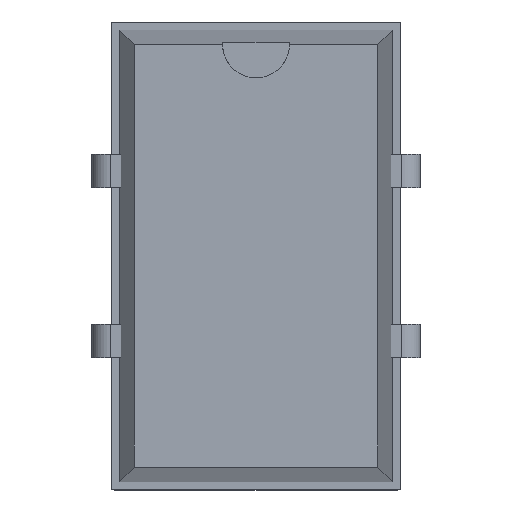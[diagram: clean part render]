
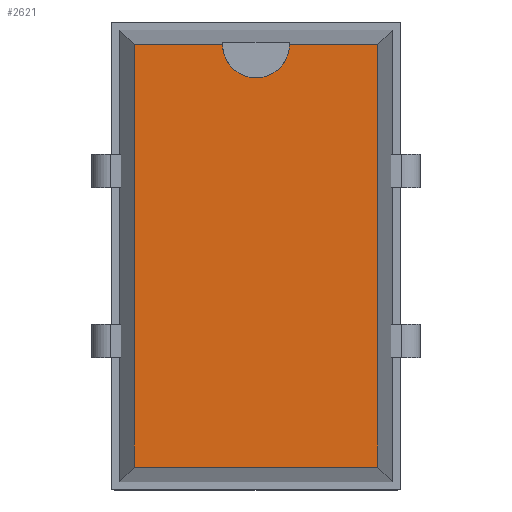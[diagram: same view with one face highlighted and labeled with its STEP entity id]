
A CAD part, top view. The second image highlights one B-rep face of the part: STEP entity #2621.
In plain terms, the highlighted planar face has unit normal (0, 0, 1).
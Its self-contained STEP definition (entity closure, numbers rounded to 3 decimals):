
#2446=CARTESIAN_POINT('',(-1.,6.32,4.7));
#2447=VERTEX_POINT('',#2446);
#2455=CARTESIAN_POINT('',(1.,6.32,4.7));
#2456=VERTEX_POINT('',#2455);
#2457=CARTESIAN_POINT('',(0.,6.32,4.7));
#2458=DIRECTION('',(0.0,0.0,-1.0));
#2459=DIRECTION('',(1.0,0.0,0.0));
#2460=AXIS2_PLACEMENT_3D('',#2457,#2458,#2459);
#2461=CIRCLE('',#2460,1.0);
#2462=EDGE_CURVE('',#2456,#2447,#2461,.T.);
#2483=CARTESIAN_POINT('',(3.645,6.32,4.7));
#2484=VERTEX_POINT('',#2483);
#2485=CARTESIAN_POINT('',(1.,6.32,4.7));
#2486=DIRECTION('',(1.0,0.0,0.0));
#2487=VECTOR('',#2486,2.645);
#2488=LINE('',#2485,#2487);
#2489=EDGE_CURVE('',#2456,#2484,#2488,.T.);
#2507=CARTESIAN_POINT('',(-3.645,6.32,4.7));
#2508=VERTEX_POINT('',#2507);
#2515=CARTESIAN_POINT('',(-3.645,6.32,4.7));
#2516=DIRECTION('',(1.0,0.0,0.0));
#2517=VECTOR('',#2516,2.645);
#2518=LINE('',#2515,#2517);
#2519=EDGE_CURVE('',#2508,#2447,#2518,.T.);
#2537=CARTESIAN_POINT('',(-3.645,-6.32,4.7));
#2538=VERTEX_POINT('',#2537);
#2545=CARTESIAN_POINT('',(-3.645,-6.32,4.7));
#2546=DIRECTION('',(0.0,1.0,0.0));
#2547=VECTOR('',#2546,12.64);
#2548=LINE('',#2545,#2547);
#2549=EDGE_CURVE('',#2538,#2508,#2548,.T.);
#2560=CARTESIAN_POINT('',(3.645,-6.32,4.7));
#2561=VERTEX_POINT('',#2560);
#2562=CARTESIAN_POINT('',(3.645,6.32,4.7));
#2563=DIRECTION('',(0.0,-1.0,0.0));
#2564=VECTOR('',#2563,12.64);
#2565=LINE('',#2562,#2564);
#2566=EDGE_CURVE('',#2484,#2561,#2565,.T.);
#2598=CARTESIAN_POINT('',(3.645,-6.32,4.7));
#2599=DIRECTION('',(-1.0,0.0,0.0));
#2600=VECTOR('',#2599,7.29);
#2601=LINE('',#2598,#2600);
#2602=EDGE_CURVE('',#2561,#2538,#2601,.T.);
#2608=CARTESIAN_POINT('',(-4.075,6.75,4.7));
#2609=DIRECTION('',(0.0,0.0,1.0));
#2610=DIRECTION('',(1.0,0.0,0.0));
#2611=AXIS2_PLACEMENT_3D('',#2608,#2609,#2610);
#2612=PLANE('',#2611);
#2613=ORIENTED_EDGE('',*,*,#2462,.T.);
#2614=ORIENTED_EDGE('',*,*,#2519,.F.);
#2615=ORIENTED_EDGE('',*,*,#2549,.F.);
#2616=ORIENTED_EDGE('',*,*,#2602,.F.);
#2617=ORIENTED_EDGE('',*,*,#2566,.F.);
#2618=ORIENTED_EDGE('',*,*,#2489,.F.);
#2619=EDGE_LOOP('',(#2613,#2614,#2615,#2616,#2617,#2618));
#2620=FACE_OUTER_BOUND('',#2619,.T.);
#2621=ADVANCED_FACE('',(#2620),#2612,.T.);
